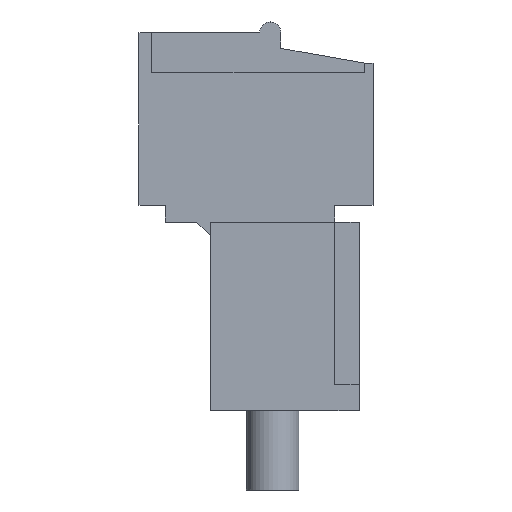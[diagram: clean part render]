
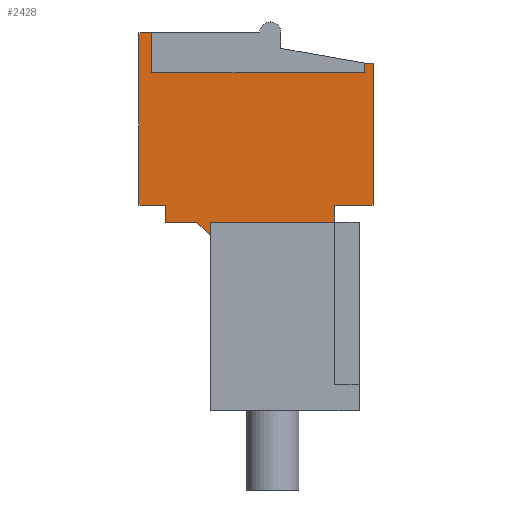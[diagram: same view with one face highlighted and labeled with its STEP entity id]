
A CAD part, left-side view. The second image highlights one B-rep face of the part: STEP entity #2428.
In plain terms, the highlighted planar face has unit normal (-1, 0, 0).
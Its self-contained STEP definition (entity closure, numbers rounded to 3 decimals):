
#34=AXIS2_PLACEMENT_3D('Plane Axis2P3D',#31,#32,#33) ;
#31=CARTESIAN_POINT('Axis2P3D Location',(4.8,4.76,10.35)) ;
#40=CARTESIAN_POINT('Vertex',(4.8,1.81,12.7)) ;
#290=CARTESIAN_POINT('Vertex',(4.8,7.71,12.7)) ;
#298=CARTESIAN_POINT('Line Origine',(4.8,4.76,12.7)) ;
#2228=CARTESIAN_POINT('Vertex',(4.8,1.81,13.5)) ;
#2231=CARTESIAN_POINT('Line Origine',(4.8,1.81,13.1)) ;
#2291=CARTESIAN_POINT('Vertex',(4.8,7.71,12.05)) ;
#2313=CARTESIAN_POINT('Line Origine',(4.8,7.71,12.375)) ;
#2329=CARTESIAN_POINT('Line Origine',(4.8,0.905,13.5)) ;
#2333=CARTESIAN_POINT('Vertex',(4.8,0.,13.5)) ;
#2336=CARTESIAN_POINT('Line Origine',(4.8,0.,16.875)) ;
#2340=CARTESIAN_POINT('Vertex',(4.8,0.,20.25)) ;
#2343=CARTESIAN_POINT('Line Origine',(4.8,0.2,20.25)) ;
#2347=CARTESIAN_POINT('Vertex',(4.8,0.4,20.25)) ;
#2350=CARTESIAN_POINT('Line Origine',(4.8,0.4,20.025)) ;
#2354=CARTESIAN_POINT('Vertex',(4.8,0.4,19.8)) ;
#2357=CARTESIAN_POINT('Line Origine',(4.8,5.45,19.8)) ;
#2361=CARTESIAN_POINT('Vertex',(4.8,10.5,19.8)) ;
#2364=CARTESIAN_POINT('Line Origine',(4.8,10.5,20.75)) ;
#2368=CARTESIAN_POINT('Vertex',(4.8,10.5,21.7)) ;
#2371=CARTESIAN_POINT('Line Origine',(4.8,10.8,21.7)) ;
#2375=CARTESIAN_POINT('Vertex',(4.8,11.1,21.7)) ;
#2378=CARTESIAN_POINT('Line Origine',(4.8,11.1,17.6)) ;
#2382=CARTESIAN_POINT('Vertex',(4.8,11.1,13.5)) ;
#2385=CARTESIAN_POINT('Line Origine',(4.8,10.475,13.5)) ;
#2389=CARTESIAN_POINT('Vertex',(4.8,9.85,13.5)) ;
#2392=CARTESIAN_POINT('Line Origine',(4.8,9.85,13.1)) ;
#2396=CARTESIAN_POINT('Vertex',(4.8,9.85,12.7)) ;
#2399=CARTESIAN_POINT('Line Origine',(4.8,9.105,12.7)) ;
#2403=CARTESIAN_POINT('Vertex',(4.8,8.36,12.7)) ;
#2406=CARTESIAN_POINT('Line Origine',(4.8,8.035,12.375)) ;
#32=DIRECTION('Axis2P3D Direction',(1.,0.,0.)) ;
#33=DIRECTION('Axis2P3D XDirection',(0.,-1.,0.)) ;
#299=DIRECTION('Vector Direction',(0.,-1.,0.)) ;
#2232=DIRECTION('Vector Direction',(0.,0.,-1.)) ;
#2314=DIRECTION('Vector Direction',(0.,0.,1.)) ;
#2330=DIRECTION('Vector Direction',(0.,1.,0.)) ;
#2337=DIRECTION('Vector Direction',(0.,0.,-1.)) ;
#2344=DIRECTION('Vector Direction',(0.,-1.,0.)) ;
#2351=DIRECTION('Vector Direction',(0.,0.,-1.)) ;
#2358=DIRECTION('Vector Direction',(0.,1.,0.)) ;
#2365=DIRECTION('Vector Direction',(0.,0.,-1.)) ;
#2372=DIRECTION('Vector Direction',(0.,1.,0.)) ;
#2379=DIRECTION('Vector Direction',(0.,0.,1.)) ;
#2386=DIRECTION('Vector Direction',(0.,1.,0.)) ;
#2393=DIRECTION('Vector Direction',(0.,0.,1.)) ;
#2400=DIRECTION('Vector Direction',(0.,-1.,0.)) ;
#2407=DIRECTION('Vector Direction',(0.,0.707,0.707)) ;
#300=VECTOR('Line Direction',#299,1.) ;
#2233=VECTOR('Line Direction',#2232,1.) ;
#2315=VECTOR('Line Direction',#2314,1.) ;
#2331=VECTOR('Line Direction',#2330,1.) ;
#2338=VECTOR('Line Direction',#2337,1.) ;
#2345=VECTOR('Line Direction',#2344,1.) ;
#2352=VECTOR('Line Direction',#2351,1.) ;
#2359=VECTOR('Line Direction',#2358,1.) ;
#2366=VECTOR('Line Direction',#2365,1.) ;
#2373=VECTOR('Line Direction',#2372,1.) ;
#2380=VECTOR('Line Direction',#2379,1.) ;
#2387=VECTOR('Line Direction',#2386,1.) ;
#2394=VECTOR('Line Direction',#2393,1.) ;
#2401=VECTOR('Line Direction',#2400,1.) ;
#2408=VECTOR('Line Direction',#2407,1.) ;
#2412=ORIENTED_EDGE('',*,*,#2317,.T.) ;
#2413=ORIENTED_EDGE('',*,*,#302,.T.) ;
#2414=ORIENTED_EDGE('',*,*,#2235,.F.) ;
#2415=ORIENTED_EDGE('',*,*,#2335,.F.) ;
#2416=ORIENTED_EDGE('',*,*,#2342,.F.) ;
#2417=ORIENTED_EDGE('',*,*,#2349,.F.) ;
#2418=ORIENTED_EDGE('',*,*,#2356,.T.) ;
#2419=ORIENTED_EDGE('',*,*,#2363,.T.) ;
#2420=ORIENTED_EDGE('',*,*,#2370,.F.) ;
#2421=ORIENTED_EDGE('',*,*,#2377,.T.) ;
#2422=ORIENTED_EDGE('',*,*,#2384,.F.) ;
#2423=ORIENTED_EDGE('',*,*,#2391,.F.) ;
#2424=ORIENTED_EDGE('',*,*,#2398,.F.) ;
#2425=ORIENTED_EDGE('',*,*,#2405,.T.) ;
#2426=ORIENTED_EDGE('',*,*,#2410,.F.) ;
#2428=ADVANCED_FACE('HOUSING',(#2427),#35,.F.) ;
#302=EDGE_CURVE('',#291,#41,#301,.T.) ;
#2235=EDGE_CURVE('',#2229,#41,#2234,.T.) ;
#2317=EDGE_CURVE('',#2292,#291,#2316,.T.) ;
#2335=EDGE_CURVE('',#2334,#2229,#2332,.T.) ;
#2342=EDGE_CURVE('',#2341,#2334,#2339,.T.) ;
#2349=EDGE_CURVE('',#2348,#2341,#2346,.T.) ;
#2356=EDGE_CURVE('',#2348,#2355,#2353,.T.) ;
#2363=EDGE_CURVE('',#2355,#2362,#2360,.T.) ;
#2370=EDGE_CURVE('',#2369,#2362,#2367,.T.) ;
#2377=EDGE_CURVE('',#2369,#2376,#2374,.T.) ;
#2384=EDGE_CURVE('',#2383,#2376,#2381,.T.) ;
#2391=EDGE_CURVE('',#2390,#2383,#2388,.T.) ;
#2398=EDGE_CURVE('',#2397,#2390,#2395,.T.) ;
#2405=EDGE_CURVE('',#2397,#2404,#2402,.T.) ;
#2410=EDGE_CURVE('',#2292,#2404,#2409,.T.) ;
#2411=EDGE_LOOP('',(#2412,#2413,#2414,#2415,#2416,#2417,#2418,#2419,#2420,#2421,#2422,#2423,#2424,#2425,#2426)) ;
#2427=FACE_OUTER_BOUND('',#2411,.T.) ;
#301=LINE('Line',#298,#300) ;
#2234=LINE('Line',#2231,#2233) ;
#2316=LINE('Line',#2313,#2315) ;
#2332=LINE('Line',#2329,#2331) ;
#2339=LINE('Line',#2336,#2338) ;
#2346=LINE('Line',#2343,#2345) ;
#2353=LINE('Line',#2350,#2352) ;
#2360=LINE('Line',#2357,#2359) ;
#2367=LINE('Line',#2364,#2366) ;
#2374=LINE('Line',#2371,#2373) ;
#2381=LINE('Line',#2378,#2380) ;
#2388=LINE('Line',#2385,#2387) ;
#2395=LINE('Line',#2392,#2394) ;
#2402=LINE('Line',#2399,#2401) ;
#2409=LINE('Line',#2406,#2408) ;
#35=PLANE('',#34) ;
#41=VERTEX_POINT('',#40) ;
#291=VERTEX_POINT('',#290) ;
#2229=VERTEX_POINT('',#2228) ;
#2292=VERTEX_POINT('',#2291) ;
#2334=VERTEX_POINT('',#2333) ;
#2341=VERTEX_POINT('',#2340) ;
#2348=VERTEX_POINT('',#2347) ;
#2355=VERTEX_POINT('',#2354) ;
#2362=VERTEX_POINT('',#2361) ;
#2369=VERTEX_POINT('',#2368) ;
#2376=VERTEX_POINT('',#2375) ;
#2383=VERTEX_POINT('',#2382) ;
#2390=VERTEX_POINT('',#2389) ;
#2397=VERTEX_POINT('',#2396) ;
#2404=VERTEX_POINT('',#2403) ;
